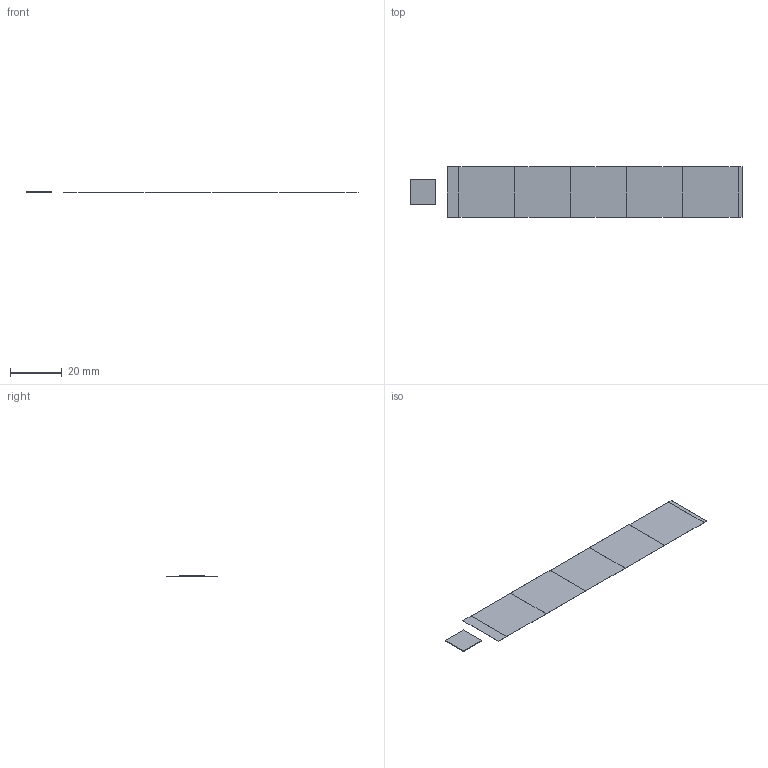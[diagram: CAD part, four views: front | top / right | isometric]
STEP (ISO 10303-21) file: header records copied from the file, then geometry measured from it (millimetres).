
FILE_DESCRIPTION(('FreeCAD Model'),'2;1');
FILE_NAME('Open CASCADE Shape Model','2024-11-26T15:38:15',(''),(''), 'Open CASCADE STEP processor 7.7','FreeCAD','Unknown');
FILE_SCHEMA(('AUTOMOTIVE_DESIGN { 1 0 10303 214 1 1 1 1 }'));
Length unit declared in the file: millimetre
Products named in the file (9): 5RSU-segment+ancASIC008; RSU; RSU001; RSU002; RSU003; RSU004; REC; LEC; AncASIC
Assembly tree (8 placements, depth 2):
  5RSU-segment+ancASIC008
    RSU
    RSU001
    RSU002
    RSU003
    RSU004
    REC
    LEC
    AncASIC
Bounding box: 128.83 x 19.56 x 0.3 mm (x, y, z)
Volume: 141.8 mm3; surface area: 4710.6 mm2
Topology: 8 solids, 8 shells, 48 faces, 96 edges, 64 vertices
Faces by surface type: plane 48
Entity records: 2690 total; most frequent: CARTESIAN_POINT 409, DIRECTION 402, LINE 288, VECTOR 288, ORIENTED_EDGE 192, PCURVE 192, DEFINITIONAL_REPRESENTATION 192, EDGE_CURVE 96
